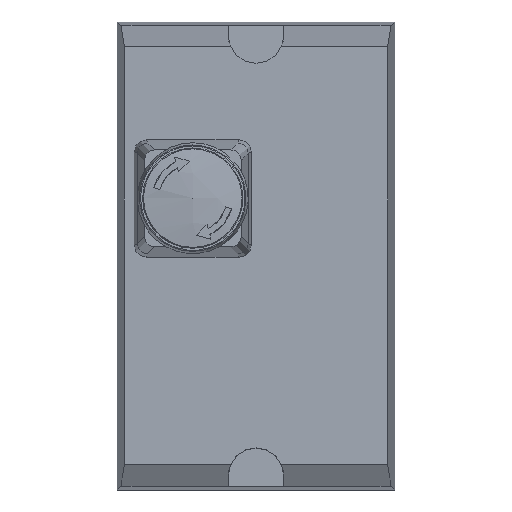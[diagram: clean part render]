
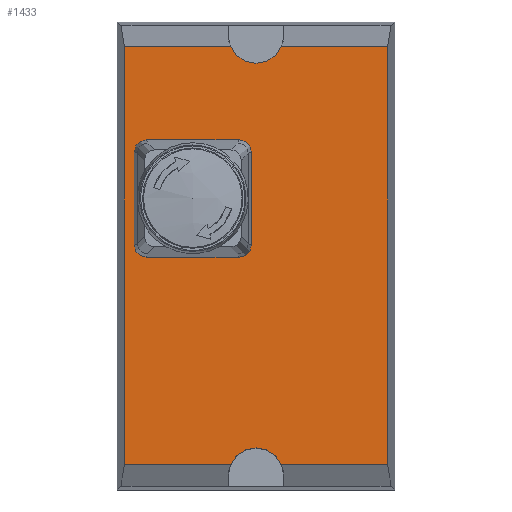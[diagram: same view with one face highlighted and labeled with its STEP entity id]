
A CAD part, top view. The second image highlights one B-rep face of the part: STEP entity #1433.
In plain terms, the highlighted planar face has unit normal (0, 0, 1).
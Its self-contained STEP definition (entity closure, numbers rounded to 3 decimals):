
#145=LINE($,#2164,#304);
#146=LINE($,#2167,#305);
#149=LINE($,#2173,#308);
#152=LINE($,#2178,#311);
#153=LINE($,#2180,#312);
#154=LINE($,#2181,#313);
#304=VECTOR($,#1727,30.592);
#305=VECTOR($,#1730,30.592);
#308=VECTOR($,#1735,30.592);
#311=VECTOR($,#1740,120.576);
#312=VECTOR($,#1741,30.592);
#313=VECTOR($,#1742,120.576);
#460=PLANE($,#1536);
#545=FACE_OUTER_BOUND($,#631,.T.);
#631=EDGE_LOOP($,(#1122,#1123,#1124,#1125,#1126,#1127,#1128,#1129));
#723=CIRCLE($,#1522,8.);
#724=CIRCLE($,#1528,8.);
#790=VERTEX_POINT($,#2121);
#793=VERTEX_POINT($,#2127);
#798=VERTEX_POINT($,#2144);
#800=VERTEX_POINT($,#2147);
#804=VERTEX_POINT($,#2162);
#805=VERTEX_POINT($,#2166);
#807=VERTEX_POINT($,#2172);
#809=VERTEX_POINT($,#2179);
#909=EDGE_CURVE($,#790,#793,#723,.T.);
#917=EDGE_CURVE($,#800,#798,#724,.T.);
#926=EDGE_CURVE($,#804,#793,#145,.T.);
#927=EDGE_CURVE($,#790,#805,#146,.T.);
#930=EDGE_CURVE($,#807,#800,#149,.T.);
#933=EDGE_CURVE($,#804,#807,#152,.T.);
#934=EDGE_CURVE($,#798,#809,#153,.T.);
#935=EDGE_CURVE($,#809,#805,#154,.T.);
#1122=ORIENTED_EDGE($,*,*,#909,.T.);
#1123=ORIENTED_EDGE($,*,*,#926,.F.);
#1124=ORIENTED_EDGE($,*,*,#933,.T.);
#1125=ORIENTED_EDGE($,*,*,#930,.T.);
#1126=ORIENTED_EDGE($,*,*,#917,.T.);
#1127=ORIENTED_EDGE($,*,*,#934,.T.);
#1128=ORIENTED_EDGE($,*,*,#935,.T.);
#1129=ORIENTED_EDGE($,*,*,#927,.F.);
#1433=ADVANCED_FACE($,(#545),#460,.T.);
#1522=AXIS2_PLACEMENT_3D($,#2129,#1691,#1692);
#1528=AXIS2_PLACEMENT_3D($,#2148,#1709,#1710);
#1536=AXIS2_PLACEMENT_3D($,#2177,#1738,#1739);
#1691=DIRECTION('center_axis',(0.,0.,
-1.));
#1692=DIRECTION('ref_axis',(-1.,0.,0.));
#1709=DIRECTION('center_axis',(0.,0.,
-1.));
#1710=DIRECTION('ref_axis',(1.,0.,0.));
#1727=DIRECTION($,(1.,0.,0.));
#1730=DIRECTION($,(1.,0.,0.));
#1735=DIRECTION($,(1.,0.,0.));
#1738=DIRECTION('center_axis',(0.,0.,
1.));
#1739=DIRECTION('ref_axis',(1.,0.,0.));
#1740=DIRECTION($,(0.,-1.,0.));
#1741=DIRECTION($,(1.,0.,0.));
#1742=DIRECTION($,(0.,1.,0.));
#2121=CARTESIAN_POINT('',(47.348,60.288,101.));
#2127=CARTESIAN_POINT('',(32.652,60.288,101.));
#2129=CARTESIAN_POINT('Origin',(40.,63.452,101.));
#2144=CARTESIAN_POINT('',(47.348,-60.288,101.));
#2147=CARTESIAN_POINT('',(32.652,-60.288,101.));
#2148=CARTESIAN_POINT('Origin',(40.,-63.452,101.));
#2162=CARTESIAN_POINT('',(2.06,60.288,101.));
#2164=CARTESIAN_POINT($,(0.,60.288,101.));
#2166=CARTESIAN_POINT('',(77.94,60.288,101.));
#2167=CARTESIAN_POINT($,(0.,60.288,101.));
#2172=CARTESIAN_POINT('',(2.06,-60.288,101.));
#2173=CARTESIAN_POINT($,(0.,-60.288,101.));
#2177=CARTESIAN_POINT('Origin',(0.,-60.288,
101.));
#2178=CARTESIAN_POINT($,(2.06,-63.894,101.));
#2179=CARTESIAN_POINT('',(77.94,-60.288,101.));
#2180=CARTESIAN_POINT($,(0.,-60.288,101.));
#2181=CARTESIAN_POINT($,(77.94,-63.894,101.));
